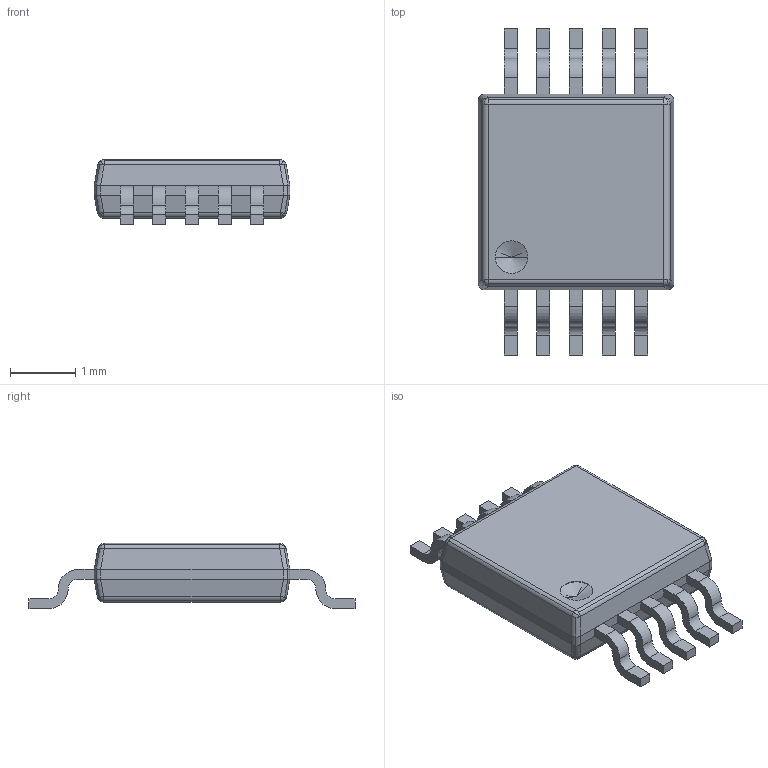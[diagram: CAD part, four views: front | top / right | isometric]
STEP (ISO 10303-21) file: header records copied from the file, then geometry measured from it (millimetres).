
FILE_DESCRIPTION (( 'STEP AP214' ), '1' );
FILE_NAME ('CH340E.step', '2023-03-24T00:37:08', ( '' ), ( '' ), 'SwSTEP 2.0', 'SolidWorks 2021', '' );
FILE_SCHEMA (( 'AUTOMOTIVE_DESIGN' ));
Length unit declared in the file: millimetre
Products named in the file (1): CH340E
Bounding box: 3 x 5 x 1 mm (x, y, z)
Volume: 8.1 mm3; surface area: 35.8 mm2
Topology: 11 solids, 11 shells, 194 faces, 482 edges, 309 vertices
Faces by surface type: plane 94, cylinder 82, sphere 16, cone 2
Entity records: 5860 total; most frequent: CARTESIAN_POINT 1080, DIRECTION 994, ORIENTED_EDGE 960, EDGE_CURVE 480, AXIS2_PLACEMENT_3D 351, VERTEX_POINT 309, LINE 292, VECTOR 292
